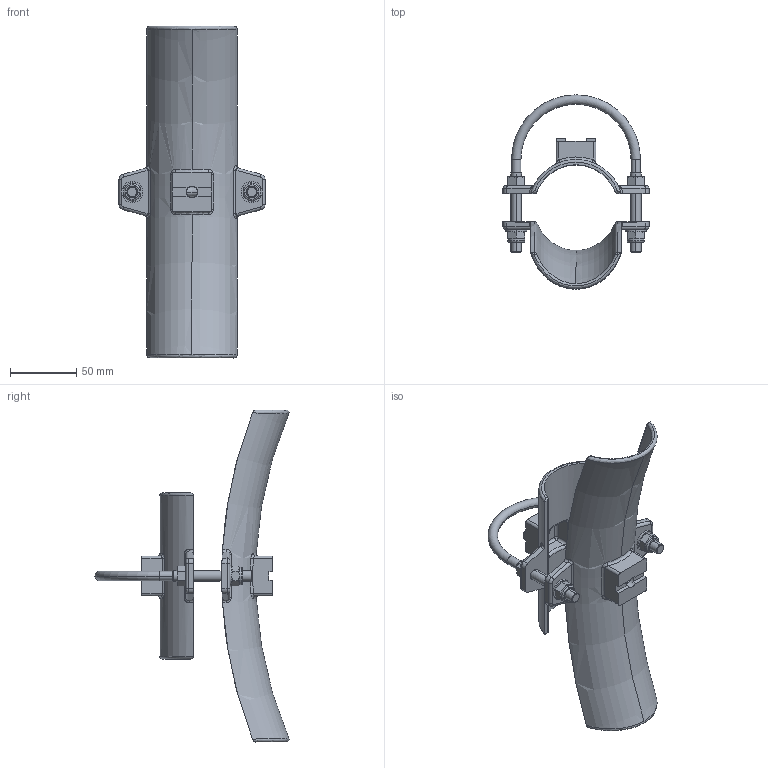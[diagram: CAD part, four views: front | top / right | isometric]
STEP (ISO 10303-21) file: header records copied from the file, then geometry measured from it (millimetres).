
FILE_DESCRIPTION (( 'STEP AP214' ), '1' );
FILE_NAME ('0020347.step', '2022-08-17T10:51:24', ( '' ), ( '' ), 'SwSTEP 2.0', 'SolidWorks 2020', '' );
FILE_SCHEMA (( 'AUTOMOTIVE_DESIGN' ));
Length unit declared in the file: millimetre
Products named in the file (1): 0020347
Bounding box: 110 x 146.12 x 250 mm (x, y, z)
Volume: 172615.6 mm3; surface area: 88096.3 mm2
Topology: 1 solids, 3 shells, 352 faces, 821 edges, 488 vertices
Faces by surface type: cylinder 108, plane 99, cone 72, bspline 36, torus 29, sphere 8
Entity records: 22101 total; most frequent: CARTESIAN_POINT 10570, ORIENTED_EDGE 1634, DIRECTION 1536, EDGE_CURVE 817, AXIS2_PLACEMENT_3D 634, VERTEX_POINT 488, EDGE_LOOP 381, UNCERTAINTY_MEASURE_WITH_UNIT 355
